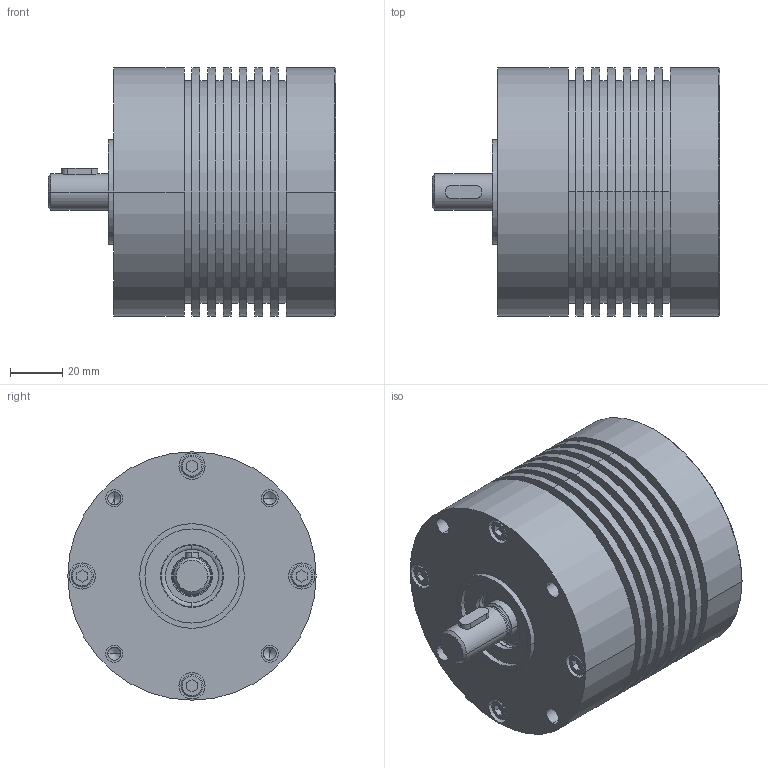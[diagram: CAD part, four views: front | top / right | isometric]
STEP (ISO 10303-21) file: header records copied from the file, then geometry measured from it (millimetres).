
FILE_DESCRIPTION(('CoCreate Modeling STEP Export'),'2;1');
FILE_NAME('020a-008_BDH1.stp','2010-06-07T10:07:51',(''),(''),'CoCreate Modeling STEP processor for AP214 (Solid Model)','CoCreate Modeling 16.00D 29-May-2009 (C) Parametric Technology GmbH','');
FILE_SCHEMA(('AUTOMOTIVE_DESIGN { 1 0 10303 214 1 1 1 1 }'));
Length unit declared in the file: millimetre
Products named in the file (2): 020a-008_BDH1
Assembly tree (1 placements, depth 2):
  020a-008_BDH1
    020a-008_BDH1
Bounding box: 110 x 95 x 95 mm (x, y, z)
Volume: 445384.6 mm3; surface area: 114766 mm2
Topology: 1 solids, 16 shells, 445 faces, 979 edges, 604 vertices
Faces by surface type: cylinder 215, plane 130, cone 52, torus 48
Entity records: 11280 total; most frequent: CARTESIAN_POINT 2576, ORIENTED_EDGE 1910, DIRECTION 1477, EDGE_CURVE 955, VERTEX_POINT 604, AXIS2_PLACEMENT_3D 552, EDGE_LOOP 535, FACE_OUTER_BOUND 445
